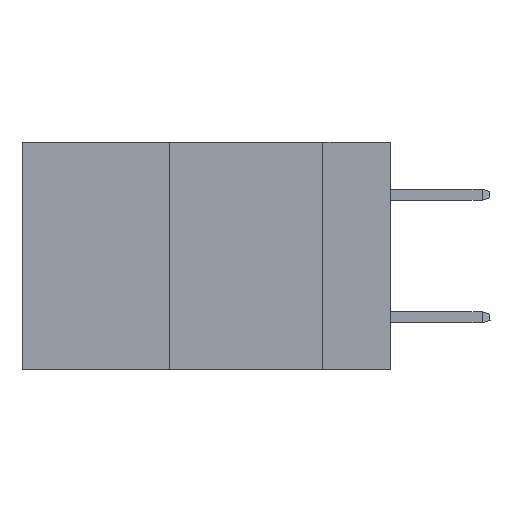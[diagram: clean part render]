
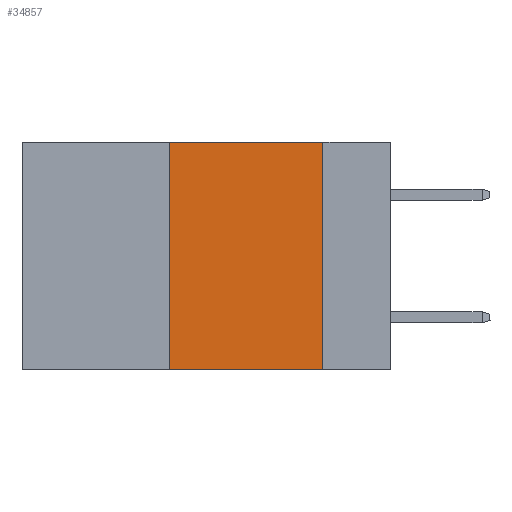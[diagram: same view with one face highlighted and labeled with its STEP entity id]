
A CAD part, left-side view. The second image highlights one B-rep face of the part: STEP entity #34857.
In plain terms, the highlighted planar face has unit normal (-1, 0, 0).
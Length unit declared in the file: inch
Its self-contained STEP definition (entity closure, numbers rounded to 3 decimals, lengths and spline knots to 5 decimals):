
#222 = LINE ( 'NONE', #33815, #22273 ) ;
#458 = VERTEX_POINT ( 'NONE', #18518 ) ;
#533 = CARTESIAN_POINT ( 'NONE',  ( 0., 0.6, -0.37 ) ) ;
#1150 = CARTESIAN_POINT ( 'NONE',  ( 0., 0.11, -0.37 ) ) ;
#1474 = DIRECTION ( 'NONE',  ( 0., -1., 0. ) ) ;
#4017 = EDGE_LOOP ( 'NONE', ( #6577, #8204, #33772, #32011 ) ) ;
#6577 = ORIENTED_EDGE ( 'NONE', *, *, #32963, .F. ) ;
#8204 = ORIENTED_EDGE ( 'NONE', *, *, #11810, .F. ) ;
#8629 = DIRECTION ( 'NONE',  ( 0., 0., 1. ) ) ;
#11605 = AXIS2_PLACEMENT_3D ( 'NONE', #24676, #21881, #33282 ) ;
#11810 = EDGE_CURVE ( 'NONE', #13268, #458, #23871, .T. ) ;
#13268 = VERTEX_POINT ( 'NONE', #16489 ) ;
#15251 = VECTOR ( 'NONE', #1474, 39.37008 ) ;
#15785 = EDGE_CURVE ( 'NONE', #24572, #35049, #29429, .T. ) ;
#16111 = PLANE ( 'NONE',  #11605 ) ;
#16489 = CARTESIAN_POINT ( 'NONE',  ( 0., 0.36, 0. ) ) ;
#17730 = VECTOR ( 'NONE', #18272, 39.37008 ) ;
#18272 = DIRECTION ( 'NONE',  ( 0., 0., -1. ) ) ;
#18518 = CARTESIAN_POINT ( 'NONE',  ( 0., 0.11, 0. ) ) ;
#19450 = FACE_OUTER_BOUND ( 'NONE', #4017, .T. ) ;
#21881 = DIRECTION ( 'NONE',  ( 1., 0., 0. ) ) ;
#21898 = VECTOR ( 'NONE', #26818, 39.37008 ) ;
#22273 = VECTOR ( 'NONE', #8629, 39.37008 ) ;
#23871 = LINE ( 'NONE', #26854, #15251 ) ;
#24572 = VERTEX_POINT ( 'NONE', #28135 ) ;
#24676 = CARTESIAN_POINT ( 'NONE',  ( 0., 0.6, 0. ) ) ;
#26818 = DIRECTION ( 'NONE',  ( 0., -1., 0. ) ) ;
#26854 = CARTESIAN_POINT ( 'NONE',  ( 0., 0.6, 0. ) ) ;
#28135 = CARTESIAN_POINT ( 'NONE',  ( 0., 0.36, -0.37 ) ) ;
#29429 = LINE ( 'NONE', #533, #21898 ) ;
#29660 = CARTESIAN_POINT ( 'NONE',  ( 0., 0.11, 0. ) ) ;
#32011 = ORIENTED_EDGE ( 'NONE', *, *, #15785, .T. ) ;
#32098 = LINE ( 'NONE', #29660, #17730 ) ;
#32963 = EDGE_CURVE ( 'NONE', #458, #35049, #32098, .T. ) ;
#33282 = DIRECTION ( 'NONE',  ( 0., 0., -1. ) ) ;
#33607 = EDGE_CURVE ( 'NONE', #24572, #13268, #222, .T. ) ;
#33772 = ORIENTED_EDGE ( 'NONE', *, *, #33607, .F. ) ;
#33815 = CARTESIAN_POINT ( 'NONE',  ( 0., 0.36, 0. ) ) ;
#34857 = ADVANCED_FACE ( 'NONE', ( #19450 ), #16111, .F. ) ;
#35049 = VERTEX_POINT ( 'NONE', #1150 ) ;
